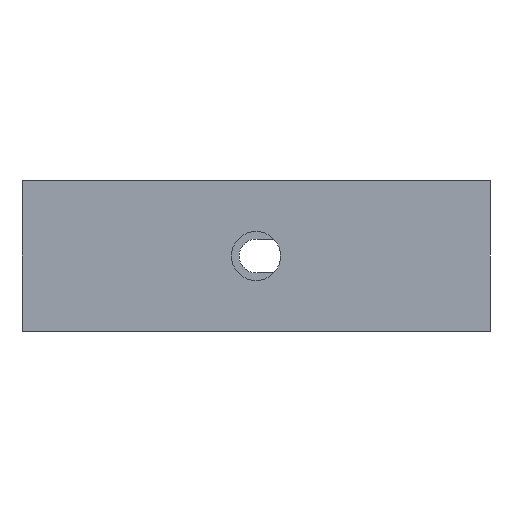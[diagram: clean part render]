
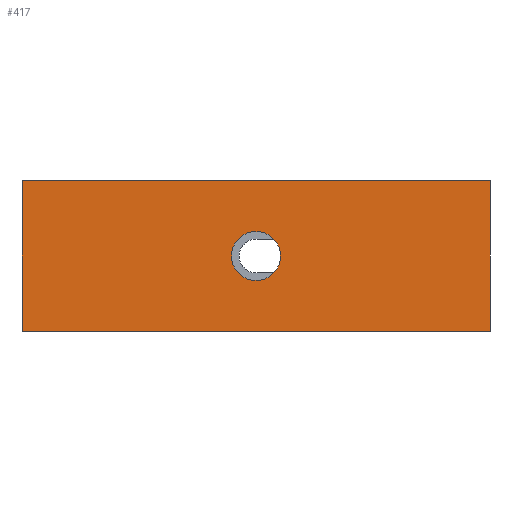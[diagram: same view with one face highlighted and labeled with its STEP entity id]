
A CAD part, front view. The second image highlights one B-rep face of the part: STEP entity #417.
In plain terms, the highlighted planar face has unit normal (0, -1, 0).
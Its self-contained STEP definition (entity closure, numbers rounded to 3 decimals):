
#4 = VERTEX_POINT ( 'NONE', #382 ) ;
#6 = EDGE_CURVE ( 'NONE', #454, #791, #221, .T. ) ;
#11 = ORIENTED_EDGE ( 'NONE', *, *, #654, .F. ) ;
#13 = VERTEX_POINT ( 'NONE', #437 ) ;
#22 = VECTOR ( 'NONE', #267, 1000. ) ;
#25 = DIRECTION ( 'NONE',  ( 0., 1., 0. ) ) ;
#38 = ORIENTED_EDGE ( 'NONE', *, *, #599, .F. ) ;
#40 = ORIENTED_EDGE ( 'NONE', *, *, #825, .T. ) ;
#78 = AXIS2_PLACEMENT_3D ( 'NONE', #772, #274, #284 ) ;
#94 = DIRECTION ( 'NONE',  ( -1., 0., 0. ) ) ;
#97 = ORIENTED_EDGE ( 'NONE', *, *, #955, .F. ) ;
#103 = AXIS2_PLACEMENT_3D ( 'NONE', #404, #433, #421 ) ;
#133 = VERTEX_POINT ( 'NONE', #1044 ) ;
#144 = ORIENTED_EDGE ( 'NONE', *, *, #231, .F. ) ;
#159 = VECTOR ( 'NONE', #453, 1000. ) ;
#160 = CARTESIAN_POINT ( 'NONE',  ( 77., -84., -20. ) ) ;
#164 = LINE ( 'NONE', #212, #1000 ) ;
#186 = CARTESIAN_POINT ( 'NONE',  ( 8.5, -84., 0. ) ) ;
#210 = VERTEX_POINT ( 'NONE', #874 ) ;
#212 = CARTESIAN_POINT ( 'NONE',  ( 77., -84., 20. ) ) ;
#219 = LINE ( 'NONE', #488, #22 ) ;
#221 = LINE ( 'NONE', #449, #159 ) ;
#226 = VERTEX_POINT ( 'NONE', #588 ) ;
#231 = EDGE_CURVE ( 'NONE', #4, #13, #812, .T. ) ;
#233 = CARTESIAN_POINT ( 'NONE',  ( -44.4, -84., 20. ) ) ;
#238 = DIRECTION ( 'NONE',  ( -1., 0., 0. ) ) ;
#257 = EDGE_LOOP ( 'NONE', ( #687, #660 ) ) ;
#267 = DIRECTION ( 'NONE',  ( 0., 0., 1. ) ) ;
#274 = DIRECTION ( 'NONE',  ( 0., -1., 0. ) ) ;
#284 = DIRECTION ( 'NONE',  ( 1., 0., 0. ) ) ;
#328 = ORIENTED_EDGE ( 'NONE', *, *, #928, .F. ) ;
#367 = PLANE ( 'NONE',  #78 ) ;
#371 = CARTESIAN_POINT ( 'NONE',  ( 15., -84., 0. ) ) ;
#379 = LINE ( 'NONE', #762, #750 ) ;
#380 = VECTOR ( 'NONE', #438, 1000. ) ;
#382 = CARTESIAN_POINT ( 'NONE',  ( -44.4, -84., -20. ) ) ;
#393 = ORIENTED_EDGE ( 'NONE', *, *, #6, .T. ) ;
#403 = CIRCLE ( 'NONE', #644, 6.5 ) ;
#404 = CARTESIAN_POINT ( 'NONE',  ( 15., -84., 0. ) ) ;
#415 = FACE_BOUND ( 'NONE', #257, .T. ) ;
#417 = ADVANCED_FACE ( 'NONE', ( #415, #984 ), #367, .T. ) ;
#421 = DIRECTION ( 'NONE',  ( 1., 0., 0. ) ) ;
#425 = CARTESIAN_POINT ( 'NONE',  ( 77., -84., 20. ) ) ;
#433 = DIRECTION ( 'NONE',  ( 0., 1., 0. ) ) ;
#437 = CARTESIAN_POINT ( 'NONE',  ( -47., -84., -20. ) ) ;
#438 = DIRECTION ( 'NONE',  ( 0., 0., -1. ) ) ;
#449 = CARTESIAN_POINT ( 'NONE',  ( -44.4, -84., 20. ) ) ;
#453 = DIRECTION ( 'NONE',  ( -1., 0., 0. ) ) ;
#454 = VERTEX_POINT ( 'NONE', #233 ) ;
#465 = ORIENTED_EDGE ( 'NONE', *, *, #906, .T. ) ;
#488 = CARTESIAN_POINT ( 'NONE',  ( -47., -84., 20. ) ) ;
#491 = EDGE_CURVE ( 'NONE', #897, #1046, #798, .T. ) ;
#526 = CARTESIAN_POINT ( 'NONE',  ( 77., -84., 20. ) ) ;
#534 = LINE ( 'NONE', #425, #380 ) ;
#582 = CARTESIAN_POINT ( 'NONE',  ( 77., -84., -20. ) ) ;
#588 = CARTESIAN_POINT ( 'NONE',  ( 77., -84., 20. ) ) ;
#596 = DIRECTION ( 'NONE',  ( -1., 0., 0. ) ) ;
#599 = EDGE_CURVE ( 'NONE', #210, #4, #379, .T. ) ;
#604 = CARTESIAN_POINT ( 'NONE',  ( 74.4, -84., -20. ) ) ;
#617 = VECTOR ( 'NONE', #94, 1000. ) ;
#644 = AXIS2_PLACEMENT_3D ( 'NONE', #371, #25, #905 ) ;
#654 = EDGE_CURVE ( 'NONE', #133, #226, #164, .T. ) ;
#660 = ORIENTED_EDGE ( 'NONE', *, *, #728, .T. ) ;
#687 = ORIENTED_EDGE ( 'NONE', *, *, #491, .T. ) ;
#695 = CARTESIAN_POINT ( 'NONE',  ( 21.5, -84., 0. ) ) ;
#697 = VERTEX_POINT ( 'NONE', #160 ) ;
#728 = EDGE_CURVE ( 'NONE', #1046, #897, #403, .T. ) ;
#750 = VECTOR ( 'NONE', #596, 1000. ) ;
#759 = DIRECTION ( 'NONE',  ( 1., 0., 0. ) ) ;
#762 = CARTESIAN_POINT ( 'NONE',  ( 77., -84., -20. ) ) ;
#772 = CARTESIAN_POINT ( 'NONE',  ( 77., -84., 20. ) ) ;
#774 = EDGE_LOOP ( 'NONE', ( #465, #393, #328, #144, #38, #40, #97, #11 ) ) ;
#791 = VERTEX_POINT ( 'NONE', #1018 ) ;
#798 = CIRCLE ( 'NONE', #103, 6.5 ) ;
#812 = LINE ( 'NONE', #582, #617 ) ;
#825 = EDGE_CURVE ( 'NONE', #210, #697, #1017, .T. ) ;
#874 = CARTESIAN_POINT ( 'NONE',  ( 74.4, -84., -20. ) ) ;
#887 = VECTOR ( 'NONE', #238, 1000. ) ;
#897 = VERTEX_POINT ( 'NONE', #186 ) ;
#905 = DIRECTION ( 'NONE',  ( 1., 0., 0. ) ) ;
#906 = EDGE_CURVE ( 'NONE', #133, #454, #1072, .T. ) ;
#928 = EDGE_CURVE ( 'NONE', #13, #791, #219, .T. ) ;
#955 = EDGE_CURVE ( 'NONE', #226, #697, #534, .T. ) ;
#967 = VECTOR ( 'NONE', #759, 1000. ) ;
#984 = FACE_OUTER_BOUND ( 'NONE', #774, .T. ) ;
#987 = DIRECTION ( 'NONE',  ( 1., 0., 0. ) ) ;
#1000 = VECTOR ( 'NONE', #987, 1000. ) ;
#1017 = LINE ( 'NONE', #604, #967 ) ;
#1018 = CARTESIAN_POINT ( 'NONE',  ( -47., -84., 20. ) ) ;
#1044 = CARTESIAN_POINT ( 'NONE',  ( 74.4, -84., 20. ) ) ;
#1046 = VERTEX_POINT ( 'NONE', #695 ) ;
#1072 = LINE ( 'NONE', #526, #887 ) ;
